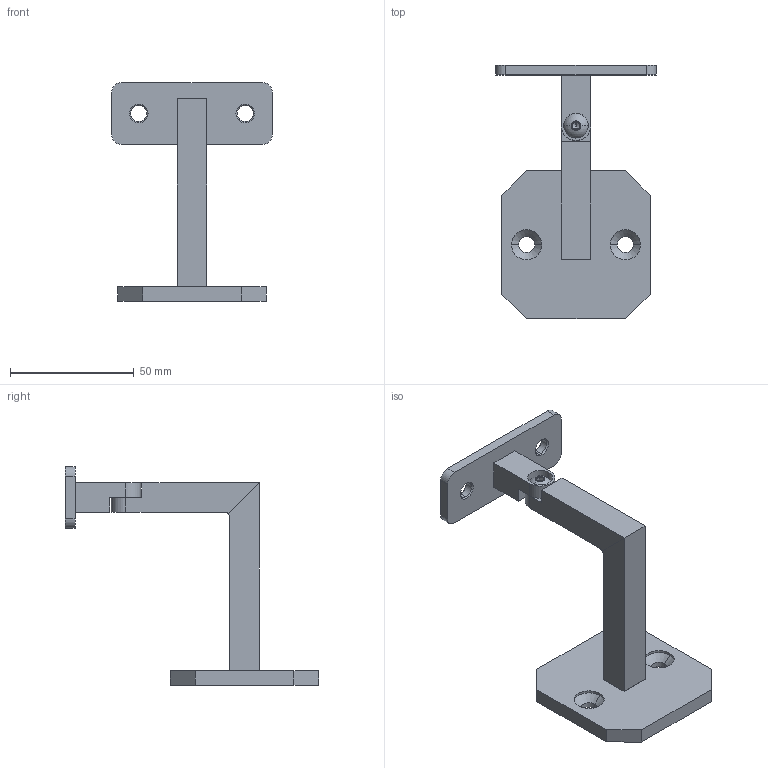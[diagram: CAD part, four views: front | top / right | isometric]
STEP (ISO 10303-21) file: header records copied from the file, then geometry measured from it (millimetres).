
FILE_DESCRIPTION (( 'STEP AP203' ), '1' );
FILE_NAME ('51263-V4A.step', '2020-09-02T13:25:40', ( '' ), ( '' ), 'SwSTEP 2.0', 'SolidWorks 2018', '' );
FILE_SCHEMA (( 'CONFIG_CONTROL_DESIGN' ));
Length unit declared in the file: millimetre
Products named in the file (12): DIN 7380 M5x8_M5x8; 5126X-XXX Teil2; socket countersunk head screw_din; 51263-V4A; DIN 7380 M5x8; socket countersunk head screw_din_DIN 7991 - M6 x 12 --- 12S; 5126X-XXX Teil1_51263-V4A Teil1; 5126X-XXX Teil2_5126X-V4A Teil2; 5126X-XXX Teil1; 5126X-XXX Teil3; 5126X-XXX Teil3_51263-V4A Teil3
Assembly tree (8 placements, depth 2):
  5126X-XXX Teil2
  socket countersunk head screw_din
  51263-V4A
    5126X-XXX Teil3
    DIN 7380 M5x8
    5126X-XXX Teil1
  51263-V4A
    5126X-XXX Teil1_51263-V4A Teil1
    5126X-XXX Teil2_5126X-V4A Teil2
    socket countersunk head screw_din_DIN 7991 - M6 x 12 --- 12S
    5126X-XXX Teil3_51263-V4A Teil3
    DIN 7380 M5x8_M5x8
Bounding box: 65 x 102.5 x 88.5 mm (x, y, z)
Volume: 45039.5 mm3; surface area: 20403.7 mm2
Topology: 5 solids, 5 shells, 438 faces, 1128 edges, 727 vertices
Faces by surface type: plane 199, bspline 89, cylinder 76, cone 70, torus 2, sphere 2
Entity records: 23628 total; most frequent: CARTESIAN_POINT 12379, ORIENTED_EDGE 2238, DIRECTION 1817, EDGE_CURVE 1119, VERTEX_POINT 721, LINE 683, VECTOR 683, AXIS2_PLACEMENT_3D 567
